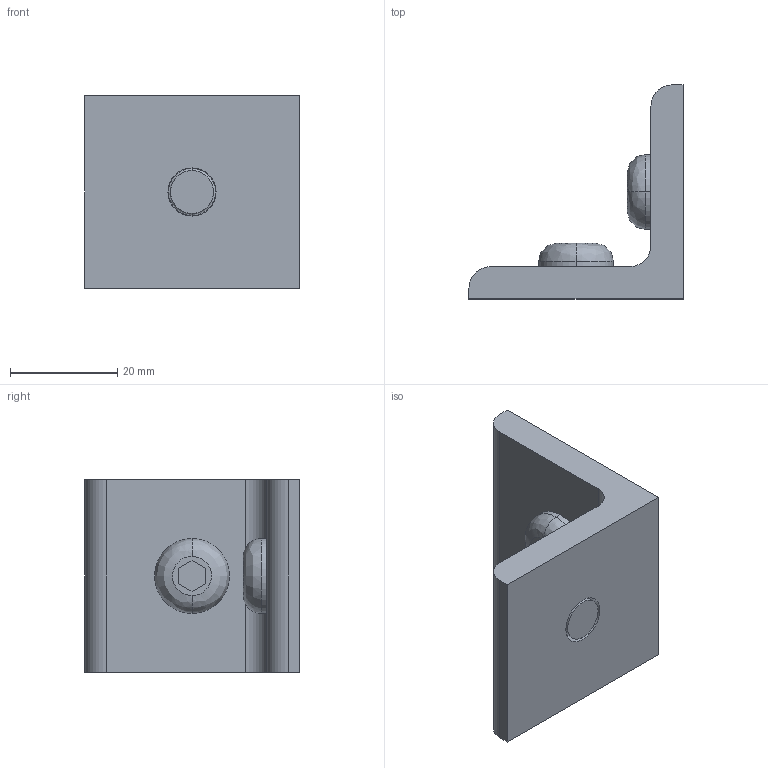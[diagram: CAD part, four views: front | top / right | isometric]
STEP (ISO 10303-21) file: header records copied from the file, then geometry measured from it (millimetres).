
FILE_DESCRIPTION (( 'STEP AP214' ), '1' );
FILE_NAME ('72680101', '2019-02-04T10:22:11', ( '' ), ('JUGARD+KÜNSTNER GmbH'), 'SwSTEP 2.0', 'SolidWorks 2017', '' );
FILE_SCHEMA (( 'AUTOMOTIVE_DESIGN' ));
Length unit declared in the file: millimetre
Products named in the file (1): 72680101_CNAJF00
Bounding box: 40 x 40 x 36 mm (x, y, z)
Volume: 16759.1 mm3; surface area: 7425.3 mm2
Topology: 1 solids, 1 shells, 51 faces, 115 edges, 74 vertices
Faces by surface type: plane 28, cylinder 15, bspline 8
Entity records: 1976 total; most frequent: CARTESIAN_POINT 603, DIRECTION 233, ORIENTED_EDGE 230, EDGE_CURVE 115, AXIS2_PLACEMENT_3D 82, VERTEX_POINT 74, LINE 69, VECTOR 69
